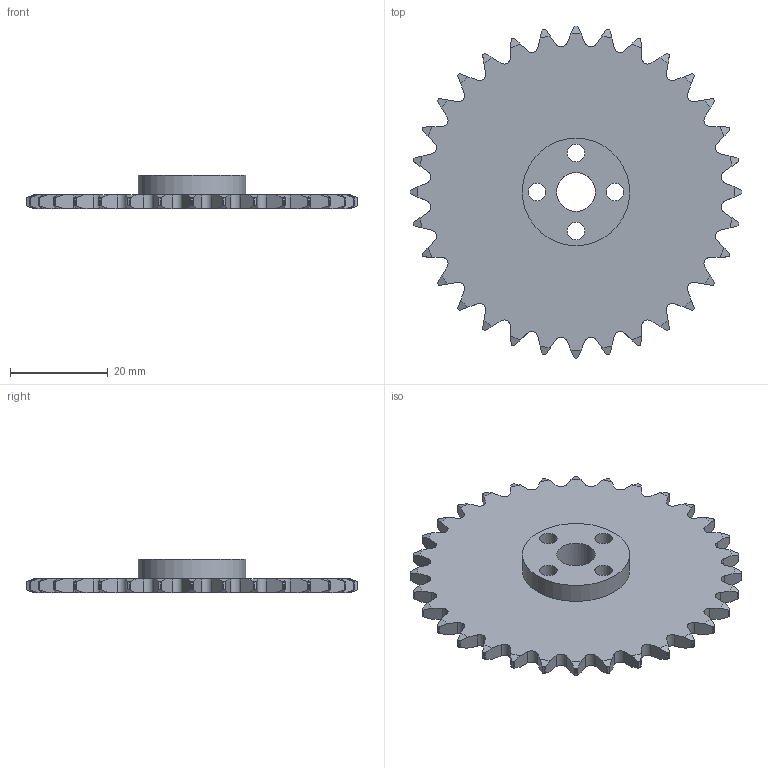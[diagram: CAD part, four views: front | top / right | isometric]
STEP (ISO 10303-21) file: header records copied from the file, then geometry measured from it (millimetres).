
FILE_DESCRIPTION(/* description */ (''),/* implementation_level */ '2;1');
FILE_NAME(/* name */ 'Tetrix_739171.ipt.stp',/* time_stamp */ '2014-12-18T17:47:26-08:00',/* author */ ('Autodesk Inc.'),/* organization */ ('Autodesk Inc.'),/* preprocessor_version */ 'ST-DEVELOPER v15.6',/* originating_system */ 'Autodesk Inventor 2015',/* authorisation */ '');
FILE_SCHEMA (('AUTOMOTIVE_DESIGN { 1 0 10303 214 3 1 1 }'));
Length unit declared in the file: millimetre
Products named in the file (1): Tetrix_739171
Bounding box: 68 x 68 x 6.8 mm (x, y, z)
Volume: 9668.4 mm3; surface area: 7756.8 mm2
Topology: 1 solids, 1 shells, 265 faces, 786 edges, 524 vertices
Faces by surface type: cylinder 134, plane 67, cone 64
Full cylindrical faces by diameter (mm): 3.6 x4, 8 x1, 22 x1
Entity records: 9682 total; most frequent: CARTESIAN_POINT 2722, ORIENTED_EDGE 1560, DIRECTION 1260, EDGE_CURVE 780, VERTEX_POINT 524, AXIS2_PLACEMENT_3D 470, LINE 320, VECTOR 320
